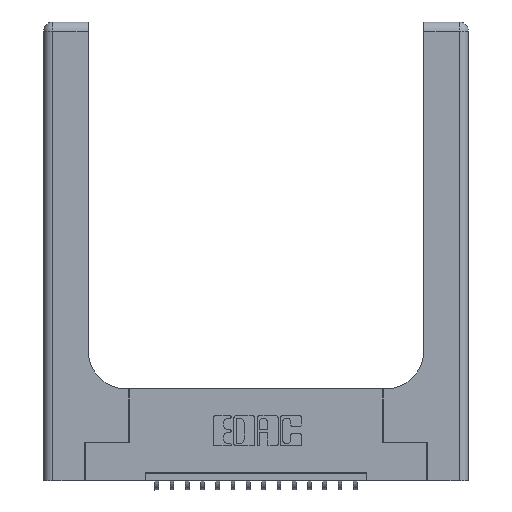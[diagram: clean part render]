
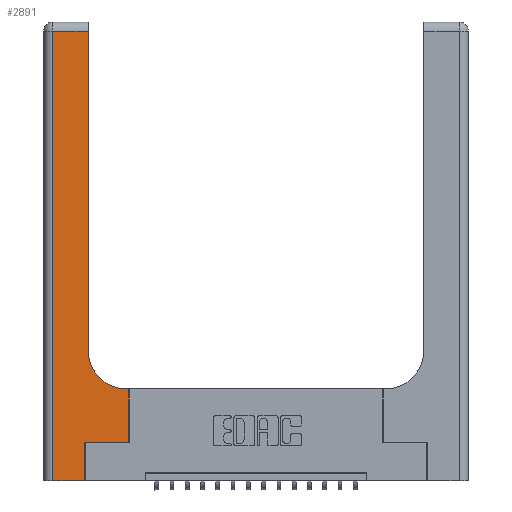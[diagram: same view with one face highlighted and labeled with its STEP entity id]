
A CAD part, top view. The second image highlights one B-rep face of the part: STEP entity #2891.
In plain terms, the highlighted planar face has unit normal (0, 0, 1).
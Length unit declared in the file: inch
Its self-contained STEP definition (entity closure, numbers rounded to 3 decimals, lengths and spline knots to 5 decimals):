
#255 = ORIENTED_EDGE ( 'NONE', *, *, #1113, .T. ) ;
#464 = CARTESIAN_POINT ( 'NONE',  ( 0.5585, 0.25, 0.37 ) ) ;
#638 = CARTESIAN_POINT ( 'NONE',  ( 0.2915, 0.6, 0.37 ) ) ;
#916 = CARTESIAN_POINT ( 'NONE',  ( 0.269, 0.25, 0.37 ) ) ;
#1113 = EDGE_CURVE ( 'NONE', #7628, #7205, #10033, .T. ) ;
#1137 = DIRECTION ( 'NONE',  ( -1., 0., 0. ) ) ;
#1142 = LINE ( 'NONE', #15351, #17453 ) ;
#1622 = CIRCLE ( 'NONE', #8880, 0.25 ) ;
#1996 = CARTESIAN_POINT ( 'NONE',  ( 0.06, 2.94, 0.37 ) ) ;
#2443 = DIRECTION ( 'NONE',  ( 0., 1., 0. ) ) ;
#2479 = VERTEX_POINT ( 'NONE', #17611 ) ;
#2521 = EDGE_CURVE ( 'NONE', #12613, #17601, #17187, .T. ) ;
#2614 = CARTESIAN_POINT ( 'NONE',  ( 0.5415, 0.85, 0.37 ) ) ;
#2891 = ADVANCED_FACE ( 'NONE', ( #17879 ), #13602, .F. ) ;
#3083 = DIRECTION ( 'NONE',  ( 0., 1., 0. ) ) ;
#3288 = EDGE_CURVE ( 'NONE', #12567, #7628, #16929, .T. ) ;
#3552 = LINE ( 'NONE', #12157, #17723 ) ;
#4126 = DIRECTION ( 'NONE',  ( 0., 0., -1. ) ) ;
#4502 = DIRECTION ( 'NONE',  ( 0., 0., -1. ) ) ;
#4943 = VECTOR ( 'NONE', #2443, 39.37008 ) ;
#5523 = DIRECTION ( 'NONE',  ( 0., -1., 0. ) ) ;
#5773 = VECTOR ( 'NONE', #1137, 39.37008 ) ;
#5903 = CARTESIAN_POINT ( 'NONE',  ( 0., 2.94, 0.37 ) ) ;
#6152 = CARTESIAN_POINT ( 'NONE',  ( 0., 3., 0.37 ) ) ;
#6690 = DIRECTION ( 'NONE',  ( -1., 0., 0. ) ) ;
#6745 = CARTESIAN_POINT ( 'NONE',  ( 0.06, 3., 0.37 ) ) ;
#6761 = EDGE_CURVE ( 'NONE', #17601, #2479, #9749, .T. ) ;
#6811 = LINE ( 'NONE', #638, #9931 ) ;
#7205 = VERTEX_POINT ( 'NONE', #11573 ) ;
#7366 = AXIS2_PLACEMENT_3D ( 'NONE', #6152, #4502, #8971 ) ;
#7628 = VERTEX_POINT ( 'NONE', #1996 ) ;
#7726 = EDGE_CURVE ( 'NONE', #2479, #15523, #6811, .T. ) ;
#8131 = EDGE_CURVE ( 'NONE', #7205, #16731, #13932, .T. ) ;
#8763 = DIRECTION ( 'NONE',  ( 1., 0., 0. ) ) ;
#8880 = AXIS2_PLACEMENT_3D ( 'NONE', #2614, #4126, #8763 ) ;
#8971 = DIRECTION ( 'NONE',  ( -1., 0., 0. ) ) ;
#9499 = ORIENTED_EDGE ( 'NONE', *, *, #3288, .T. ) ;
#9749 = LINE ( 'NONE', #11454, #4943 ) ;
#9816 = EDGE_LOOP ( 'NONE', ( #13238, #9499, #255, #17773, #15850, #14367, #13792, #13746, #15286 ) ) ;
#9925 = VECTOR ( 'NONE', #13351, 39.37008 ) ;
#9931 = VECTOR ( 'NONE', #6690, 39.37008 ) ;
#10033 = LINE ( 'NONE', #6745, #17564 ) ;
#11454 = CARTESIAN_POINT ( 'NONE',  ( 0.5585, 0.25, 0.37 ) ) ;
#11563 = CARTESIAN_POINT ( 'NONE',  ( 0.2915, 2.94, 0.37 ) ) ;
#11573 = CARTESIAN_POINT ( 'NONE',  ( 0.06, 0., 0.37 ) ) ;
#11899 = CARTESIAN_POINT ( 'NONE',  ( 0., 0., 0.37 ) ) ;
#12157 = CARTESIAN_POINT ( 'NONE',  ( 0.2915, 3., 0.37 ) ) ;
#12567 = VERTEX_POINT ( 'NONE', #11563 ) ;
#12613 = VERTEX_POINT ( 'NONE', #13271 ) ;
#13238 = ORIENTED_EDGE ( 'NONE', *, *, #17479, .T. ) ;
#13271 = CARTESIAN_POINT ( 'NONE',  ( 0.269, 0.25, 0.37 ) ) ;
#13351 = DIRECTION ( 'NONE',  ( 1., 0., 0. ) ) ;
#13602 = PLANE ( 'NONE',  #7366 ) ;
#13746 = ORIENTED_EDGE ( 'NONE', *, *, #7726, .T. ) ;
#13792 = ORIENTED_EDGE ( 'NONE', *, *, #6761, .T. ) ;
#13932 = LINE ( 'NONE', #11899, #9925 ) ;
#14367 = ORIENTED_EDGE ( 'NONE', *, *, #2521, .T. ) ;
#14783 = CARTESIAN_POINT ( 'NONE',  ( 0.5415, 0.6, 0.37 ) ) ;
#15286 = ORIENTED_EDGE ( 'NONE', *, *, #18642, .T. ) ;
#15351 = CARTESIAN_POINT ( 'NONE',  ( 0.269, 0., 0.37 ) ) ;
#15523 = VERTEX_POINT ( 'NONE', #14783 ) ;
#15850 = ORIENTED_EDGE ( 'NONE', *, *, #19061, .T. ) ;
#16482 = CARTESIAN_POINT ( 'NONE',  ( 0.2915, 0.85, 0.37 ) ) ;
#16731 = VERTEX_POINT ( 'NONE', #19303 ) ;
#16929 = LINE ( 'NONE', #5903, #5773 ) ;
#17187 = LINE ( 'NONE', #916, #18597 ) ;
#17453 = VECTOR ( 'NONE', #18441, 39.37008 ) ;
#17479 = EDGE_CURVE ( 'NONE', #17849, #12567, #3552, .T. ) ;
#17564 = VECTOR ( 'NONE', #5523, 39.37008 ) ;
#17601 = VERTEX_POINT ( 'NONE', #464 ) ;
#17611 = CARTESIAN_POINT ( 'NONE',  ( 0.5585, 0.6, 0.37 ) ) ;
#17723 = VECTOR ( 'NONE', #3083, 39.37008 ) ;
#17773 = ORIENTED_EDGE ( 'NONE', *, *, #8131, .T. ) ;
#17849 = VERTEX_POINT ( 'NONE', #16482 ) ;
#17879 = FACE_OUTER_BOUND ( 'NONE', #9816, .T. ) ;
#18441 = DIRECTION ( 'NONE',  ( 0., 1., 0. ) ) ;
#18597 = VECTOR ( 'NONE', #19078, 39.37008 ) ;
#18642 = EDGE_CURVE ( 'NONE', #15523, #17849, #1622, .T. ) ;
#19061 = EDGE_CURVE ( 'NONE', #16731, #12613, #1142, .T. ) ;
#19078 = DIRECTION ( 'NONE',  ( 1., 0., 0. ) ) ;
#19303 = CARTESIAN_POINT ( 'NONE',  ( 0.269, 0., 0.37 ) ) ;
